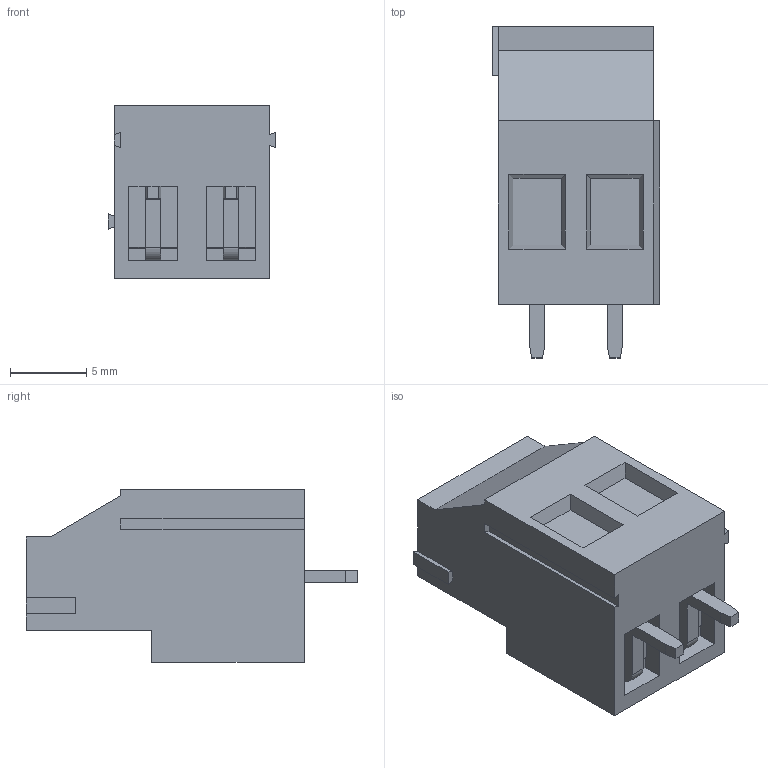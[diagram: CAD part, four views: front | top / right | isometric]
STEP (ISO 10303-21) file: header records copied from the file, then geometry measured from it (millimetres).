
FILE_DESCRIPTION (( 'STEP AP214' ), '1' );
FILE_NAME ('TB010-508-02BE.STEP', '2023-03-23T21:35:36', ( '' ), ( '' ), 'SwSTEP 2.0', 'SolidWorks 2021', '' );
FILE_SCHEMA (( 'AUTOMOTIVE_DESIGN' ));
Length unit declared in the file: millimetre
Products named in the file (1): TB010-508-02BE
Bounding box: 10.96 x 21.7 x 11.3 mm (x, y, z)
Volume: 1665.2 mm3; surface area: 1647.7 mm2
Topology: 5 solids, 5 shells, 139 faces, 357 edges, 232 vertices
Faces by surface type: plane 115, cylinder 18, torus 6
Entity records: 4261 total; most frequent: CARTESIAN_POINT 769, ORIENTED_EDGE 714, DIRECTION 681, EDGE_CURVE 357, LINE 297, VECTOR 297, VERTEX_POINT 232, AXIS2_PLACEMENT_3D 192
